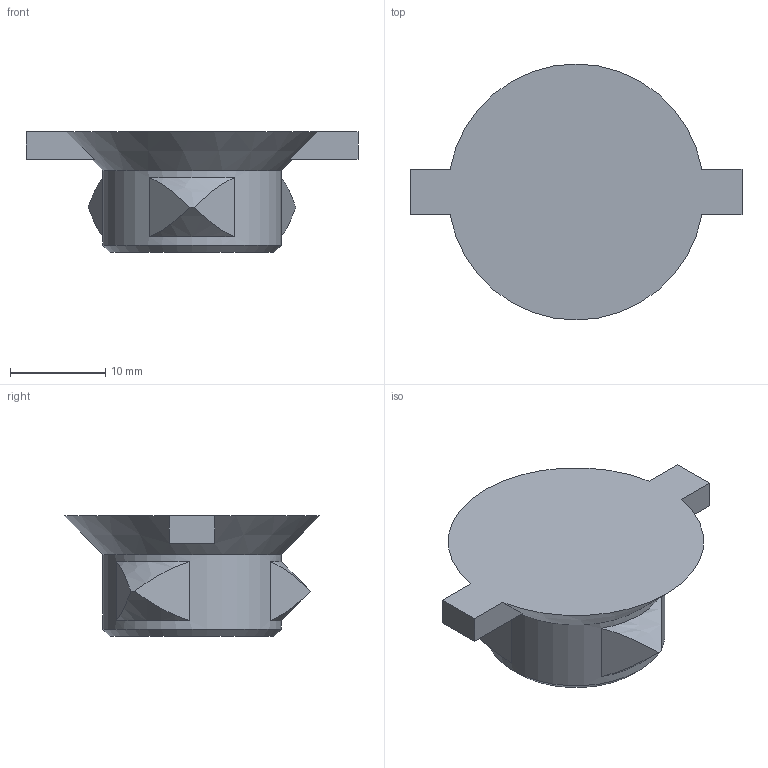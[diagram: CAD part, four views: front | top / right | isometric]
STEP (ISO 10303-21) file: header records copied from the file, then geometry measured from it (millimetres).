
FILE_DESCRIPTION(/* description */ ('STEP AP214'),/* implementation_level */ '2;1');
FILE_NAME(/* name */ '67f4f28b2a10d44491ad0fb1',/* time_stamp */ '2025-04-08T09:55:23Z',/* author */ (''),/* organization */ (''),/* preprocessor_version */ 'ST-DEVELOPER v20',/* originating_system */ 'ONSHAPE BY PTC INC, 1.196',/* authorisation */ ' ');
FILE_SCHEMA (('AUTOMOTIVE_DESIGN {1 0 10303 214 3 1 1}'));
Length unit declared in the file: metre
Products named in the file (1): Part 2
Bounding box: 34.92 x 26.92 x 12.7 mm (x, y, z)
Volume: 4368.3 mm3; surface area: 1964.2 mm2
Topology: 1 solids, 1 shells, 25 faces, 58 edges, 38 vertices
Faces by surface type: plane 16, cone 5, bspline 3, cylinder 1
Full cylindrical faces by diameter (mm): 18.745 x1
Entity records: 817 total; most frequent: CARTESIAN_POINT 257, ORIENTED_EDGE 108, DIRECTION 100, EDGE_CURVE 54, AXIS2_PLACEMENT_3D 39, VERTEX_POINT 37, EDGE_LOOP 31, FACE_BOUND 31
